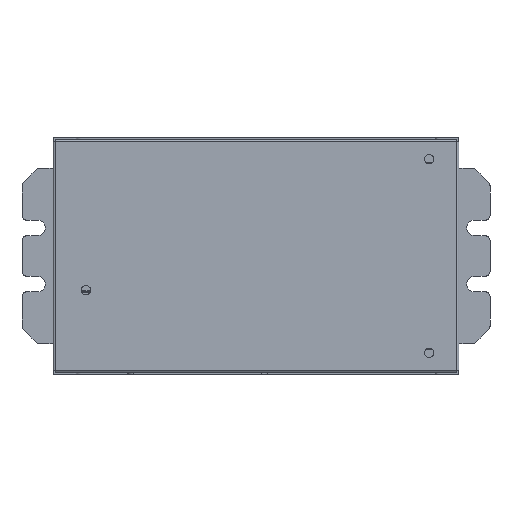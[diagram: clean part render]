
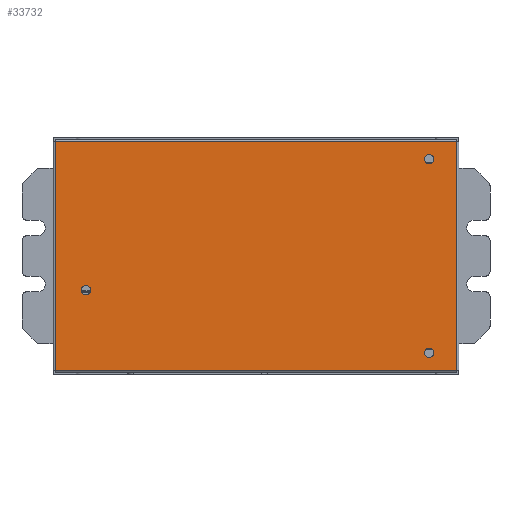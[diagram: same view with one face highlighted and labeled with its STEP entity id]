
A CAD part, front view. The second image highlights one B-rep face of the part: STEP entity #33732.
In plain terms, the highlighted planar face has unit normal (0, -1, 0).
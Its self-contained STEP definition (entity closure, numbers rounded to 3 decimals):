
#30560=DIRECTION('',(-1.,0.,0.));
#30561=VECTOR('',#30560,0.05);
#30562=CARTESIAN_POINT('',(64.4,-3.9,-36.7));
#30563=LINE('',#30562,#30561);
#30564=DIRECTION('',(-1.,0.,0.));
#30565=VECTOR('',#30564,0.05);
#30566=CARTESIAN_POINT('',(64.35,-3.9,-36.7));
#30567=LINE('',#30566,#30565);
#30568=DIRECTION('',(1.,0.,0.));
#30569=VECTOR('',#30568,0.05);
#30570=CARTESIAN_POINT('',(-64.35,-3.9,-36.7));
#30571=LINE('',#30570,#30569);
#30572=DIRECTION('',(1.,0.,0.));
#30573=VECTOR('',#30572,0.05);
#30574=CARTESIAN_POINT('',(-64.4,-3.9,-36.7));
#30575=LINE('',#30574,#30573);
#30576=DIRECTION('',(1.,0.,0.));
#30577=VECTOR('',#30576,0.05);
#30578=CARTESIAN_POINT('',(-64.4,-3.9,36.7));
#30579=LINE('',#30578,#30577);
#30580=DIRECTION('',(1.,0.,0.));
#30581=VECTOR('',#30580,0.05);
#30582=CARTESIAN_POINT('',(-64.35,-3.9,36.7));
#30583=LINE('',#30582,#30581);
#30584=DIRECTION('',(-1.,0.,0.));
#30585=VECTOR('',#30584,0.05);
#30586=CARTESIAN_POINT('',(64.35,-3.9,36.7));
#30587=LINE('',#30586,#30585);
#30588=DIRECTION('',(-1.,0.,0.));
#30589=VECTOR('',#30588,0.05);
#30590=CARTESIAN_POINT('',(64.4,-3.9,36.7));
#30591=LINE('',#30590,#30589);
#30592=CARTESIAN_POINT('',(55.5,-3.9,-31.));
#30593=DIRECTION('',(0.,1.,0.));
#30594=DIRECTION('',(-1.,0.,0.));
#30595=AXIS2_PLACEMENT_3D('',#30592,#30593,#30594);
#30597=CARTESIAN_POINT('',(55.5,-3.9,-31.));
#30598=DIRECTION('',(0.,1.,0.));
#30599=DIRECTION('',(1.,0.,0.));
#30600=AXIS2_PLACEMENT_3D('',#30597,#30598,#30599);
#30602=CARTESIAN_POINT('',(-54.5,-3.9,-11.));
#30603=DIRECTION('',(0.,1.,0.));
#30604=DIRECTION('',(-1.,0.,0.));
#30605=AXIS2_PLACEMENT_3D('',#30602,#30603,#30604);
#30607=CARTESIAN_POINT('',(-54.5,-3.9,-11.));
#30608=DIRECTION('',(0.,1.,0.));
#30609=DIRECTION('',(1.,0.,0.));
#30610=AXIS2_PLACEMENT_3D('',#30607,#30608,#30609);
#30612=CARTESIAN_POINT('',(55.5,-3.9,31.));
#30613=DIRECTION('',(0.,1.,0.));
#30614=DIRECTION('',(-1.,0.,0.));
#30615=AXIS2_PLACEMENT_3D('',#30612,#30613,#30614);
#30617=CARTESIAN_POINT('',(55.5,-3.9,31.));
#30618=DIRECTION('',(0.,1.,0.));
#30619=DIRECTION('',(1.,0.,0.));
#30620=AXIS2_PLACEMENT_3D('',#30617,#30618,#30619);
#30631=DIRECTION('',(0.,0.,-1.));
#30632=VECTOR('',#30631,73.4);
#30633=CARTESIAN_POINT('',(64.4,-3.9,36.7));
#30634=LINE('',#30633,#30632);
#31186=DIRECTION('',(1.,0.,0.));
#31187=VECTOR('',#31186,128.6);
#31188=CARTESIAN_POINT('',(-64.3,-3.9,36.7));
#31189=LINE('',#31188,#31187);
#31489=DIRECTION('',(0.,0.,1.));
#31490=VECTOR('',#31489,73.4);
#31491=CARTESIAN_POINT('',(-64.4,-3.9,-36.7));
#31492=LINE('',#31491,#31490);
#31777=DIRECTION('',(1.,0.,0.));
#31778=VECTOR('',#31777,128.6);
#31779=CARTESIAN_POINT('',(-64.3,-3.9,-36.7));
#31780=LINE('',#31779,#31778);
#32992=CARTESIAN_POINT('',(64.4,-3.9,36.7));
#32993=CARTESIAN_POINT('',(64.4,-3.9,-36.7));
#32994=VERTEX_POINT('',#32992);
#32995=VERTEX_POINT('',#32993);
#32996=CARTESIAN_POINT('',(-64.4,-3.9,-36.7));
#32997=CARTESIAN_POINT('',(-64.4,-3.9,36.7));
#32998=VERTEX_POINT('',#32996);
#32999=VERTEX_POINT('',#32997);
#33344=CARTESIAN_POINT('',(54.,-3.9,-31.));
#33345=CARTESIAN_POINT('',(57.,-3.9,-31.));
#33346=VERTEX_POINT('',#33344);
#33347=VERTEX_POINT('',#33345);
#33348=CARTESIAN_POINT('',(-56.,-3.9,-11.));
#33349=CARTESIAN_POINT('',(-53.,-3.9,-11.));
#33350=VERTEX_POINT('',#33348);
#33351=VERTEX_POINT('',#33349);
#33500=CARTESIAN_POINT('',(-64.35,-3.9,36.7));
#33501=VERTEX_POINT('',#33500);
#33502=CARTESIAN_POINT('',(64.35,-3.9,36.7));
#33503=VERTEX_POINT('',#33502);
#33504=CARTESIAN_POINT('',(-64.35,-3.9,-36.7));
#33505=VERTEX_POINT('',#33504);
#33506=CARTESIAN_POINT('',(64.35,-3.9,-36.7));
#33507=VERTEX_POINT('',#33506);
#33520=CARTESIAN_POINT('',(-64.3,-3.9,-36.7));
#33521=VERTEX_POINT('',#33520);
#33522=CARTESIAN_POINT('',(64.3,-3.9,-36.7));
#33523=VERTEX_POINT('',#33522);
#33524=CARTESIAN_POINT('',(-64.3,-3.9,36.7));
#33525=VERTEX_POINT('',#33524);
#33526=CARTESIAN_POINT('',(64.3,-3.9,36.7));
#33527=VERTEX_POINT('',#33526);
#33596=CARTESIAN_POINT('',(54.,-3.9,31.));
#33597=CARTESIAN_POINT('',(57.,-3.9,31.));
#33598=VERTEX_POINT('',#33596);
#33599=VERTEX_POINT('',#33597);
#33684=CARTESIAN_POINT('',(-64.4,-3.9,37.3));
#33685=DIRECTION('',(0.,-1.,0.));
#33686=DIRECTION('',(0.,0.,-1.));
#33687=AXIS2_PLACEMENT_3D('',#33684,#33685,#33686);
#33688=PLANE('',#33687);
#33690=ORIENTED_EDGE('',*,*,#33689,.T.);
#33692=ORIENTED_EDGE('',*,*,#33691,.T.);
#33694=ORIENTED_EDGE('',*,*,#33693,.T.);
#33696=ORIENTED_EDGE('',*,*,#33695,.F.);
#33698=ORIENTED_EDGE('',*,*,#33697,.F.);
#33700=ORIENTED_EDGE('',*,*,#33699,.F.);
#33702=ORIENTED_EDGE('',*,*,#33701,.T.);
#33704=ORIENTED_EDGE('',*,*,#33703,.T.);
#33706=ORIENTED_EDGE('',*,*,#33705,.T.);
#33708=ORIENTED_EDGE('',*,*,#33707,.T.);
#33710=ORIENTED_EDGE('',*,*,#33709,.F.);
#33712=ORIENTED_EDGE('',*,*,#33711,.F.);
#33713=EDGE_LOOP('',(#33690,#33692,#33694,#33696,#33698,#33700,#33702,#33704,
#33706,#33708,#33710,#33712));
#33714=FACE_OUTER_BOUND('',#33713,.F.);
#33716=ORIENTED_EDGE('',*,*,#33715,.F.);
#33717=ORIENTED_EDGE('',*,*,#33673,.F.);
#33718=EDGE_LOOP('',(#33716,#33717));
#33719=FACE_BOUND('',#33718,.F.);
#33721=ORIENTED_EDGE('',*,*,#33720,.F.);
#33723=ORIENTED_EDGE('',*,*,#33722,.F.);
#33724=EDGE_LOOP('',(#33721,#33723));
#33725=FACE_BOUND('',#33724,.F.);
#33727=ORIENTED_EDGE('',*,*,#33726,.F.);
#33729=ORIENTED_EDGE('',*,*,#33728,.F.);
#33730=EDGE_LOOP('',(#33727,#33729));
#33731=FACE_BOUND('',#33730,.F.);
#33732=ADVANCED_FACE('',(#33714,#33719,#33725,#33731),#33688,.T.);
#30596=CIRCLE('',#30595,1.5);
#30601=CIRCLE('',#30600,1.5);
#30606=CIRCLE('',#30605,1.5);
#30611=CIRCLE('',#30610,1.5);
#30616=CIRCLE('',#30615,1.5);
#30621=CIRCLE('',#30620,1.5);
#33673=EDGE_CURVE('',#33347,#33346,#30601,.T.);
#33689=EDGE_CURVE('',#32994,#32995,#30634,.T.);
#33691=EDGE_CURVE('',#32995,#33507,#30563,.T.);
#33693=EDGE_CURVE('',#33507,#33523,#30567,.T.);
#33695=EDGE_CURVE('',#33521,#33523,#31780,.T.);
#33697=EDGE_CURVE('',#33505,#33521,#30571,.T.);
#33699=EDGE_CURVE('',#32998,#33505,#30575,.T.);
#33701=EDGE_CURVE('',#32998,#32999,#31492,.T.);
#33703=EDGE_CURVE('',#32999,#33501,#30579,.T.);
#33705=EDGE_CURVE('',#33501,#33525,#30583,.T.);
#33707=EDGE_CURVE('',#33525,#33527,#31189,.T.);
#33709=EDGE_CURVE('',#33503,#33527,#30587,.T.);
#33711=EDGE_CURVE('',#32994,#33503,#30591,.T.);
#33715=EDGE_CURVE('',#33346,#33347,#30596,.T.);
#33720=EDGE_CURVE('',#33350,#33351,#30606,.T.);
#33722=EDGE_CURVE('',#33351,#33350,#30611,.T.);
#33726=EDGE_CURVE('',#33598,#33599,#30616,.T.);
#33728=EDGE_CURVE('',#33599,#33598,#30621,.T.);
